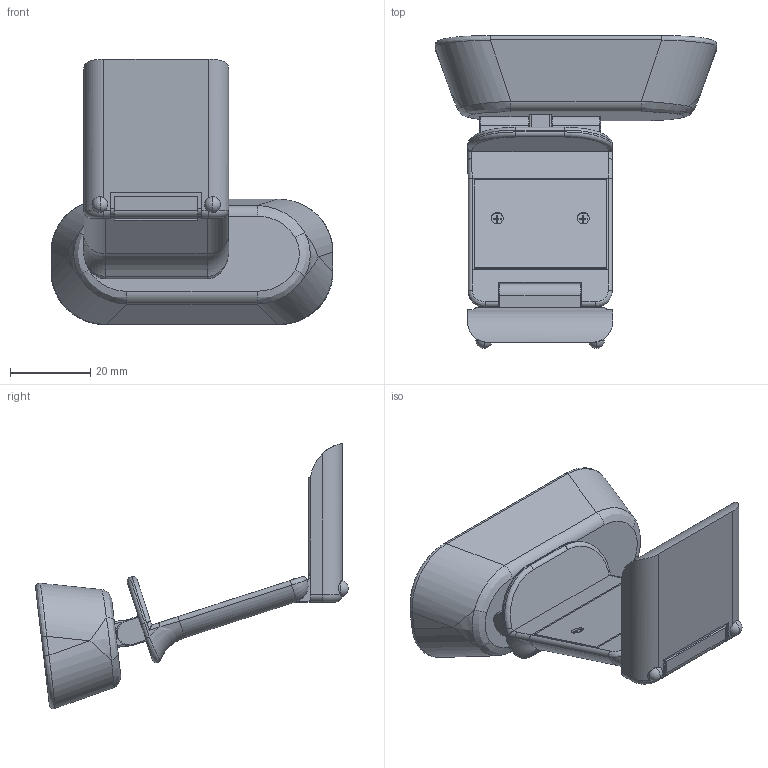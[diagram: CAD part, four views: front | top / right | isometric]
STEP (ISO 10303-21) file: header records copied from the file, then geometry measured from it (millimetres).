
FILE_DESCRIPTION (( 'STEP AP214' ), '1' );
FILE_NAME ('REV-39-1598.STEP', '2019-08-16T19:49:07', ( '' ), ( '' ), 'SwSTEP 2.0', 'SolidWorks 2018', '' );
FILE_SCHEMA (( 'AUTOMOTIVE_DESIGN' ));
Length unit declared in the file: millimetre
Products named in the file (4): REV-39-1598; Logitech C270 Camera; Logitech C270 Middle; Logitech C270 Base
Assembly tree (3 placements, depth 2):
  REV-39-1598
    Logitech C270 Base
    Logitech C270 Middle
    Logitech C270 Camera
Bounding box: 70.29 x 78.01 x 66.16 mm (x, y, z)
Volume: 51091.9 mm3; surface area: 15768.9 mm2
Topology: 3 solids, 3 shells, 265 faces, 662 edges, 417 vertices
Faces by surface type: plane 132, cylinder 92, torus 19, bspline 18, sphere 4
Entity records: 8849 total; most frequent: CARTESIAN_POINT 2473, ORIENTED_EDGE 1312, DIRECTION 1288, EDGE_CURVE 656, AXIS2_PLACEMENT_3D 443, VERTEX_POINT 415, VECTOR 402, LINE 402
